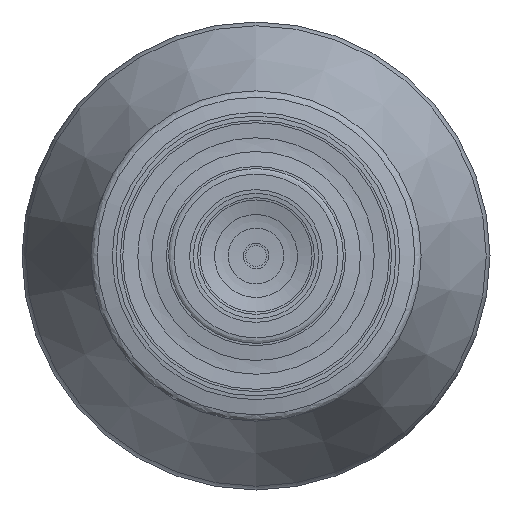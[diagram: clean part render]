
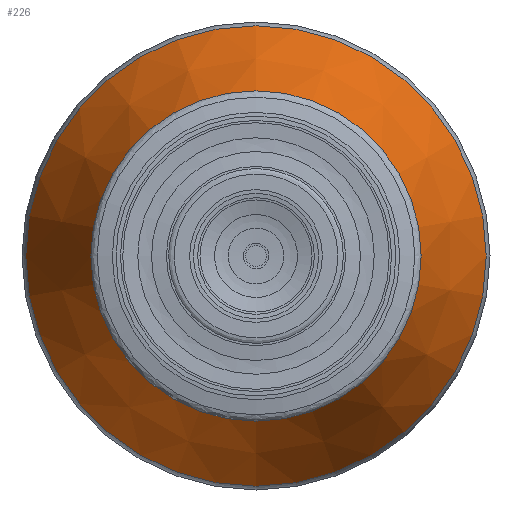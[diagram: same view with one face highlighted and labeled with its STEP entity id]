
A CAD part, left-side view. The second image highlights one B-rep face of the part: STEP entity #226.
In plain terms, the highlighted conical face has half-angle 24.624 degrees and reference radius 16.727 mm.
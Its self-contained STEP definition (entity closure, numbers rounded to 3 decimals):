
#204=CONICAL_SURFACE('',#891,16.727,24.624);
#226=ADVANCED_FACE('',(#313,#314),#204,.T.);
#313=FACE_BOUND('',#438,.T.);
#314=FACE_BOUND('',#439,.T.);
#438=EDGE_LOOP('',(#566));
#439=EDGE_LOOP('',(#567));
#566=ORIENTED_EDGE('',*,*,#744,.T.);
#567=ORIENTED_EDGE('',*,*,#743,.F.);
#679=VERTEX_POINT('',#1237);
#680=VERTEX_POINT('',#1240);
#743=EDGE_CURVE('',#679,#679,#807,.T.);
#744=EDGE_CURVE('',#680,#680,#808,.T.);
#807=CIRCLE('',#888,16.727);
#808=CIRCLE('',#890,11.955);
#888=AXIS2_PLACEMENT_3D('',#1236,#1007,#1008);
#890=AXIS2_PLACEMENT_3D('',#1239,#1011,#1012);
#891=AXIS2_PLACEMENT_3D('',#1241,#1013,#1014);
#1007=DIRECTION('',(1.,0.,0.));
#1008=DIRECTION('',(0.,0.,1.));
#1011=DIRECTION('',(1.,0.,0.));
#1012=DIRECTION('',(0.,0.,1.));
#1013=DIRECTION('',(1.,0.,0.));
#1014=DIRECTION('',(0.,0.,-1.));
#1236=CARTESIAN_POINT('',(64.405,0.,0.));
#1237=CARTESIAN_POINT('',(64.405,0.,16.727));
#1239=CARTESIAN_POINT('',(53.992,0.,0.));
#1240=CARTESIAN_POINT('',(53.992,0.,11.955));
#1241=CARTESIAN_POINT('',(64.405,0.,0.));
